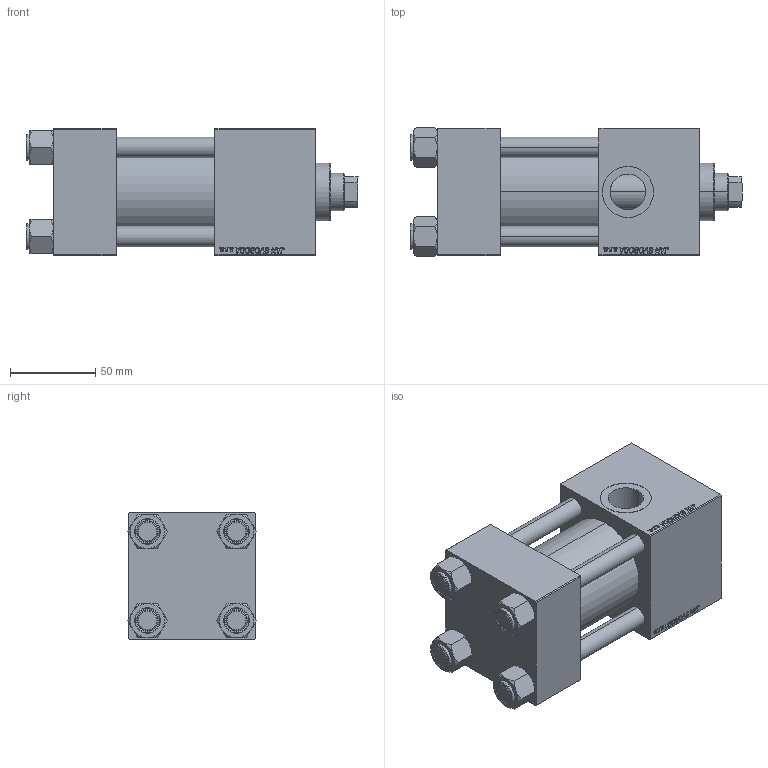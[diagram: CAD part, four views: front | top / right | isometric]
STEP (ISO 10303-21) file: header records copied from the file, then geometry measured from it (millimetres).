
FILE_DESCRIPTION (( 'STEP AP203' ), '1' );
FILE_NAME ('8bed.STEP', '2022-04-16T23:34:10', ( '' ), ( '' ), 'SwSTEP 2.0', 'SolidWorks 2019', '' );
FILE_SCHEMA (( 'CONFIG_CONTROL_DESIGN' ));
Products named in the file (6): 8bed; V215CD_C_TYCINKA 11468a0a2d68f48e5aec3ab1fd648cbb; NUT_M5_V215CD_C 11468a0a2d68f48e5aec3ab1fd648cbb; V215CD_VCP_C 11468a0a2d68f48e5aec3ab1fd648cbb; V215CD_VC_C 11468a0a2d68f48e5aec3ab1fd648cbb; V215CD_Body_C 11468a0a2d68f48e5aec3ab1fd648cbb
Assembly tree (11 placements, depth 2):
  8bed
    V215CD_Body_C 11468a0a2d68f48e5aec3ab1fd648cbb
    V215CD_VC_C 11468a0a2d68f48e5aec3ab1fd648cbb
    V215CD_VCP_C 11468a0a2d68f48e5aec3ab1fd648cbb
    V215CD_C_TYCINKA 11468a0a2d68f48e5aec3ab1fd648cbb  x4
    NUT_M5_V215CD_C 11468a0a2d68f48e5aec3ab1fd648cbb  x4
Bounding box: 195 x 75.54 x 75 mm (x, y, z)
Volume: 656792.3 mm3; surface area: 147369.2 mm2
Topology: 11 solids, 11 shells, 1155 faces, 2885 edges, 1871 vertices
Faces by surface type: plane 528, bspline 392, cone 136, cylinder 91, torus 8
Entity records: 50371 total; most frequent: CARTESIAN_POINT 27134, ORIENTED_EDGE 5262, DIRECTION 3335, EDGE_CURVE 2631, VERTEX_POINT 1727, LINE 1595, VECTOR 1595, EDGE_LOOP 1166
